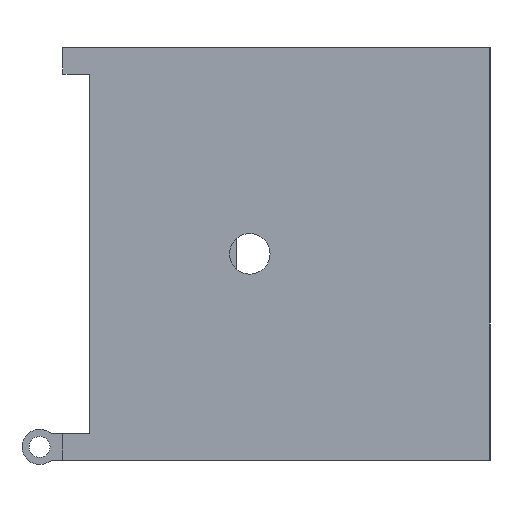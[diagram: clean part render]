
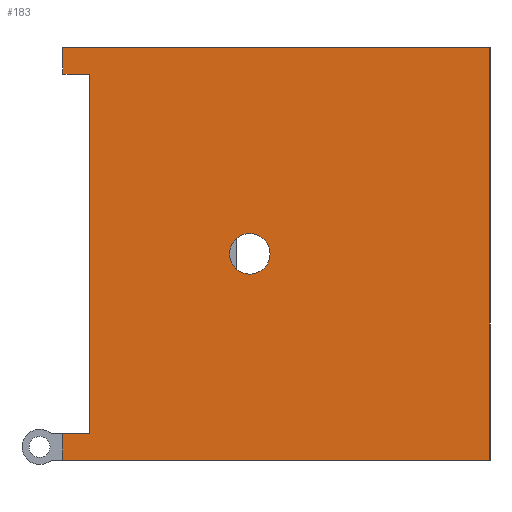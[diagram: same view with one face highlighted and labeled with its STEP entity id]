
A CAD part, left-side view. The second image highlights one B-rep face of the part: STEP entity #183.
In plain terms, the highlighted planar face has unit normal (-1, 0, 0).
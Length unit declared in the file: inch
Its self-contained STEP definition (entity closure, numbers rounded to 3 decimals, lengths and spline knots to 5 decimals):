
#16 = AXIS2_PLACEMENT_3D ( 'NONE', #3336, #665, #6109 ) ;
#53 = CARTESIAN_POINT ( 'NONE',  ( -3.11417, 2.25, 0. ) ) ;
#140 = EDGE_CURVE ( 'NONE', #6289, #830, #930, .T. ) ;
#183 = ADVANCED_FACE ( 'NONE', ( #2225, #1589 ), #4222, .F. ) ;
#362 = EDGE_LOOP ( 'NONE', ( #2542, #4048 ) ) ;
#522 = EDGE_CURVE ( 'NONE', #6877, #4382, #2936, .T. ) ;
#558 = ORIENTED_EDGE ( 'NONE', *, *, #1956, .F. ) ;
#580 = DIRECTION ( 'NONE',  ( 0., -1., 0. ) ) ;
#665 = DIRECTION ( 'NONE',  ( -1., 0., 0. ) ) ;
#830 = VERTEX_POINT ( 'NONE', #4199 ) ;
#930 = CIRCLE ( 'NONE', #8017, 0.19 ) ;
#1589 = FACE_OUTER_BOUND ( 'NONE', #2081, .T. ) ;
#1593 = EDGE_CURVE ( 'NONE', #8336, #6877, #6205, .T. ) ;
#1743 = CARTESIAN_POINT ( 'NONE',  ( -3.11417, 3.75, 1.68307 ) ) ;
#1771 = CARTESIAN_POINT ( 'NONE',  ( -3.11417, 0., -1.93307 ) ) ;
#1956 = EDGE_CURVE ( 'NONE', #5888, #4313, #3916, .T. ) ;
#1983 = VERTEX_POINT ( 'NONE', #6865 ) ;
#2024 = VECTOR ( 'NONE', #8260, 39.37008 ) ;
#2034 = ORIENTED_EDGE ( 'NONE', *, *, #2671, .T. ) ;
#2081 = EDGE_LOOP ( 'NONE', ( #5899, #2274, #7665, #2034, #8668, #558, #4483, #6213 ) ) ;
#2225 = FACE_BOUND ( 'NONE', #362, .T. ) ;
#2274 = ORIENTED_EDGE ( 'NONE', *, *, #1593, .F. ) ;
#2485 = LINE ( 'NONE', #8742, #4595 ) ;
#2542 = ORIENTED_EDGE ( 'NONE', *, *, #140, .F. ) ;
#2671 = EDGE_CURVE ( 'NONE', #1983, #3633, #2485, .T. ) ;
#2856 = VECTOR ( 'NONE', #4615, 39.37008 ) ;
#2884 = DIRECTION ( 'NONE',  ( 0., 1., 0. ) ) ;
#2936 = LINE ( 'NONE', #5622, #6010 ) ;
#3001 = VERTEX_POINT ( 'NONE', #6559 ) ;
#3215 = CARTESIAN_POINT ( 'NONE',  ( -3.11417, 2.25, 0.19 ) ) ;
#3327 = CARTESIAN_POINT ( 'NONE',  ( -3.11417, 0.25, 1.93307 ) ) ;
#3336 = CARTESIAN_POINT ( 'NONE',  ( -3.11417, 2.25, 0. ) ) ;
#3371 = AXIS2_PLACEMENT_3D ( 'NONE', #5633, #4997, #7764 ) ;
#3545 = CARTESIAN_POINT ( 'NONE',  ( -3.11417, 4., -1.68307 ) ) ;
#3633 = VERTEX_POINT ( 'NONE', #6899 ) ;
#3669 = DIRECTION ( 'NONE',  ( 0., 0., 1. ) ) ;
#3916 = LINE ( 'NONE', #3327, #6152 ) ;
#4048 = ORIENTED_EDGE ( 'NONE', *, *, #6770, .F. ) ;
#4199 = CARTESIAN_POINT ( 'NONE',  ( -3.11417, 2.25, -0.19 ) ) ;
#4205 = CIRCLE ( 'NONE', #16, 0.19 ) ;
#4222 = PLANE ( 'NONE',  #3371 ) ;
#4313 = VERTEX_POINT ( 'NONE', #5780 ) ;
#4382 = VERTEX_POINT ( 'NONE', #1743 ) ;
#4483 = ORIENTED_EDGE ( 'NONE', *, *, #4814, .F. ) ;
#4595 = VECTOR ( 'NONE', #7199, 39.37008 ) ;
#4615 = DIRECTION ( 'NONE',  ( 0., 0., 1. ) ) ;
#4814 = EDGE_CURVE ( 'NONE', #3001, #5888, #7758, .T. ) ;
#4986 = LINE ( 'NONE', #7794, #5521 ) ;
#4997 = DIRECTION ( 'NONE',  ( 1., 0., 0. ) ) ;
#5418 = DIRECTION ( 'NONE',  ( 0., -1., 0. ) ) ;
#5521 = VECTOR ( 'NONE', #2884, 39.37008 ) ;
#5573 = EDGE_CURVE ( 'NONE', #3633, #4313, #8075, .T. ) ;
#5622 = CARTESIAN_POINT ( 'NONE',  ( -3.11417, 3.75, -1.68307 ) ) ;
#5633 = CARTESIAN_POINT ( 'NONE',  ( -3.11417, 0.25, -1.93307 ) ) ;
#5780 = CARTESIAN_POINT ( 'NONE',  ( -3.11417, 0., 1.93307 ) ) ;
#5888 = VERTEX_POINT ( 'NONE', #8331 ) ;
#5899 = ORIENTED_EDGE ( 'NONE', *, *, #522, .F. ) ;
#5932 = CARTESIAN_POINT ( 'NONE',  ( -3.11417, 4., 1.68307 ) ) ;
#6010 = VECTOR ( 'NONE', #6981, 39.37008 ) ;
#6109 = DIRECTION ( 'NONE',  ( 0., 0., 1. ) ) ;
#6152 = VECTOR ( 'NONE', #5418, 39.37008 ) ;
#6205 = LINE ( 'NONE', #6881, #8314 ) ;
#6213 = ORIENTED_EDGE ( 'NONE', *, *, #6554, .F. ) ;
#6289 = VERTEX_POINT ( 'NONE', #3215 ) ;
#6374 = CARTESIAN_POINT ( 'NONE',  ( -3.11417, 3.75, -1.68307 ) ) ;
#6554 = EDGE_CURVE ( 'NONE', #4382, #3001, #4986, .T. ) ;
#6559 = CARTESIAN_POINT ( 'NONE',  ( -3.11417, 4., 1.68307 ) ) ;
#6770 = EDGE_CURVE ( 'NONE', #830, #6289, #4205, .T. ) ;
#6827 = VECTOR ( 'NONE', #8020, 39.37008 ) ;
#6865 = CARTESIAN_POINT ( 'NONE',  ( -3.11417, 4., -1.93307 ) ) ;
#6877 = VERTEX_POINT ( 'NONE', #6374 ) ;
#6881 = CARTESIAN_POINT ( 'NONE',  ( -3.11417, 4., -1.68307 ) ) ;
#6899 = CARTESIAN_POINT ( 'NONE',  ( -3.11417, 0., -1.93307 ) ) ;
#6981 = DIRECTION ( 'NONE',  ( 0., 0., 1. ) ) ;
#7199 = DIRECTION ( 'NONE',  ( 0., -1., 0. ) ) ;
#7665 = ORIENTED_EDGE ( 'NONE', *, *, #7803, .F. ) ;
#7758 = LINE ( 'NONE', #8984, #2024 ) ;
#7764 = DIRECTION ( 'NONE',  ( 0., 0., -1. ) ) ;
#7794 = CARTESIAN_POINT ( 'NONE',  ( -3.11417, 4., 1.68307 ) ) ;
#7803 = EDGE_CURVE ( 'NONE', #1983, #8336, #8693, .T. ) ;
#7858 = DIRECTION ( 'NONE',  ( -1., 0., 0. ) ) ;
#8017 = AXIS2_PLACEMENT_3D ( 'NONE', #53, #7858, #3669 ) ;
#8020 = DIRECTION ( 'NONE',  ( 0., 0., 1. ) ) ;
#8075 = LINE ( 'NONE', #1771, #2856 ) ;
#8260 = DIRECTION ( 'NONE',  ( 0., 0., 1. ) ) ;
#8314 = VECTOR ( 'NONE', #580, 39.37008 ) ;
#8331 = CARTESIAN_POINT ( 'NONE',  ( -3.11417, 4., 1.93307 ) ) ;
#8336 = VERTEX_POINT ( 'NONE', #3545 ) ;
#8668 = ORIENTED_EDGE ( 'NONE', *, *, #5573, .T. ) ;
#8693 = LINE ( 'NONE', #5932, #6827 ) ;
#8742 = CARTESIAN_POINT ( 'NONE',  ( -3.11417, 0.25, -1.93307 ) ) ;
#8984 = CARTESIAN_POINT ( 'NONE',  ( -3.11417, 4., 1.68307 ) ) ;
